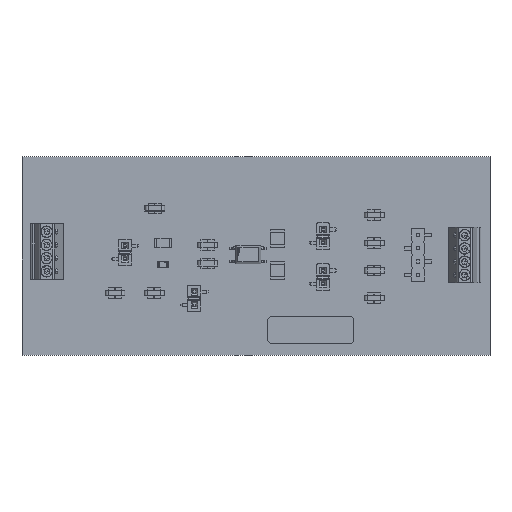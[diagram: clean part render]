
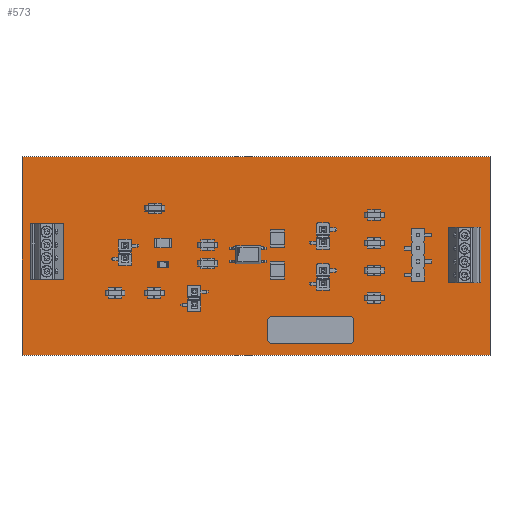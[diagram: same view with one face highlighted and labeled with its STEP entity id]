
A CAD part, top view. The second image highlights one B-rep face of the part: STEP entity #573.
In plain terms, the highlighted planar face has unit normal (0, 0, 1).
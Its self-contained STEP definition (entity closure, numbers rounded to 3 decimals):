
#156 = VERTEX_POINT('',#157);
#157 = CARTESIAN_POINT('',(-0.066,0.,1.595));
#163 = EDGE_CURVE('',#156,#164,#166,.T.);
#164 = VERTEX_POINT('',#165);
#165 = CARTESIAN_POINT('',(89.8,0.,1.595));
#166 = LINE('',#167,#168);
#167 = CARTESIAN_POINT('',(-0.066,0.,1.595));
#168 = VECTOR('',#169,1.);
#169 = DIRECTION('',(1.,0.,0.));
#194 = EDGE_CURVE('',#164,#195,#197,.T.);
#195 = VERTEX_POINT('',#196);
#196 = CARTESIAN_POINT('',(89.8,38.1,1.595));
#197 = LINE('',#198,#199);
#198 = CARTESIAN_POINT('',(89.8,0.,1.595));
#199 = VECTOR('',#200,1.);
#200 = DIRECTION('',(0.,1.,0.));
#225 = EDGE_CURVE('',#195,#226,#228,.T.);
#226 = VERTEX_POINT('',#227);
#227 = CARTESIAN_POINT('',(-0.066,38.1,1.595));
#228 = LINE('',#229,#230);
#229 = CARTESIAN_POINT('',(89.8,38.1,1.595));
#230 = VECTOR('',#231,1.);
#231 = DIRECTION('',(-1.,0.,0.));
#256 = EDGE_CURVE('',#226,#156,#257,.T.);
#257 = LINE('',#258,#259);
#258 = CARTESIAN_POINT('',(-0.066,38.1,1.595));
#259 = VECTOR('',#260,1.);
#260 = DIRECTION('',(0.,-1.,0.));
#280 = VERTEX_POINT('',#281);
#281 = CARTESIAN_POINT('',(5.26,18.624,1.595));
#287 = EDGE_CURVE('',#280,#280,#288,.T.);
#288 = CIRCLE('',#289,0.55);
#289 = AXIS2_PLACEMENT_3D('',#290,#291,#292);
#290 = CARTESIAN_POINT('',(4.71,18.624,1.595));
#291 = DIRECTION('',(0.,0.,1.));
#292 = DIRECTION('',(1.,0.,-0.));
#313 = VERTEX_POINT('',#314);
#314 = CARTESIAN_POINT('',(5.26,16.084,1.595));
#320 = EDGE_CURVE('',#313,#313,#321,.T.);
#321 = CIRCLE('',#322,0.55);
#322 = AXIS2_PLACEMENT_3D('',#323,#324,#325);
#323 = CARTESIAN_POINT('',(4.71,16.084,1.595));
#324 = DIRECTION('',(0.,0.,1.));
#325 = DIRECTION('',(1.,0.,-0.));
#346 = VERTEX_POINT('',#347);
#347 = CARTESIAN_POINT('',(5.26,23.704,1.595));
#353 = EDGE_CURVE('',#346,#346,#354,.T.);
#354 = CIRCLE('',#355,0.55);
#355 = AXIS2_PLACEMENT_3D('',#356,#357,#358);
#356 = CARTESIAN_POINT('',(4.71,23.704,1.595));
#357 = DIRECTION('',(0.,0.,1.));
#358 = DIRECTION('',(1.,0.,-0.));
#379 = VERTEX_POINT('',#380);
#380 = CARTESIAN_POINT('',(5.26,21.164,1.595));
#386 = EDGE_CURVE('',#379,#379,#387,.T.);
#387 = CIRCLE('',#388,0.55);
#388 = AXIS2_PLACEMENT_3D('',#389,#390,#391);
#389 = CARTESIAN_POINT('',(4.71,21.164,1.595));
#390 = DIRECTION('',(0.,0.,1.));
#391 = DIRECTION('',(1.,0.,-0.));
#412 = VERTEX_POINT('',#413);
#413 = CARTESIAN_POINT('',(85.46,17.943,1.595));
#419 = EDGE_CURVE('',#412,#412,#420,.T.);
#420 = CIRCLE('',#421,0.55);
#421 = AXIS2_PLACEMENT_3D('',#422,#423,#424);
#422 = CARTESIAN_POINT('',(84.91,17.943,1.595));
#423 = DIRECTION('',(0.,0.,1.));
#424 = DIRECTION('',(1.,0.,-0.));
#445 = VERTEX_POINT('',#446);
#446 = CARTESIAN_POINT('',(85.46,15.403,1.595));
#452 = EDGE_CURVE('',#445,#445,#453,.T.);
#453 = CIRCLE('',#454,0.55);
#454 = AXIS2_PLACEMENT_3D('',#455,#456,#457);
#455 = CARTESIAN_POINT('',(84.91,15.403,1.595));
#456 = DIRECTION('',(0.,0.,1.));
#457 = DIRECTION('',(1.,0.,-0.));
#478 = VERTEX_POINT('',#479);
#479 = CARTESIAN_POINT('',(85.46,23.023,1.595));
#485 = EDGE_CURVE('',#478,#478,#486,.T.);
#486 = CIRCLE('',#487,0.55);
#487 = AXIS2_PLACEMENT_3D('',#488,#489,#490);
#488 = CARTESIAN_POINT('',(84.91,23.023,1.595));
#489 = DIRECTION('',(0.,0.,1.));
#490 = DIRECTION('',(1.,0.,-0.));
#511 = VERTEX_POINT('',#512);
#512 = CARTESIAN_POINT('',(85.46,20.483,1.595));
#518 = EDGE_CURVE('',#511,#511,#519,.T.);
#519 = CIRCLE('',#520,0.55);
#520 = AXIS2_PLACEMENT_3D('',#521,#522,#523);
#521 = CARTESIAN_POINT('',(84.91,20.483,1.595));
#522 = DIRECTION('',(0.,0.,1.));
#523 = DIRECTION('',(1.,0.,-0.));
#573 = ADVANCED_FACE('',(#574,#580,#583,#586,#589,#592,#595,#598,#601),
  #604,.T.);
#574 = FACE_BOUND('',#575,.T.);
#575 = EDGE_LOOP('',(#576,#577,#578,#579));
#576 = ORIENTED_EDGE('',*,*,#163,.T.);
#577 = ORIENTED_EDGE('',*,*,#194,.T.);
#578 = ORIENTED_EDGE('',*,*,#225,.T.);
#579 = ORIENTED_EDGE('',*,*,#256,.T.);
#580 = FACE_BOUND('',#581,.T.);
#581 = EDGE_LOOP('',(#582));
#582 = ORIENTED_EDGE('',*,*,#287,.F.);
#583 = FACE_BOUND('',#584,.T.);
#584 = EDGE_LOOP('',(#585));
#585 = ORIENTED_EDGE('',*,*,#320,.F.);
#586 = FACE_BOUND('',#587,.T.);
#587 = EDGE_LOOP('',(#588));
#588 = ORIENTED_EDGE('',*,*,#353,.F.);
#589 = FACE_BOUND('',#590,.T.);
#590 = EDGE_LOOP('',(#591));
#591 = ORIENTED_EDGE('',*,*,#386,.F.);
#592 = FACE_BOUND('',#593,.T.);
#593 = EDGE_LOOP('',(#594));
#594 = ORIENTED_EDGE('',*,*,#419,.F.);
#595 = FACE_BOUND('',#596,.T.);
#596 = EDGE_LOOP('',(#597));
#597 = ORIENTED_EDGE('',*,*,#452,.F.);
#598 = FACE_BOUND('',#599,.T.);
#599 = EDGE_LOOP('',(#600));
#600 = ORIENTED_EDGE('',*,*,#485,.F.);
#601 = FACE_BOUND('',#602,.T.);
#602 = EDGE_LOOP('',(#603));
#603 = ORIENTED_EDGE('',*,*,#518,.F.);
#604 = PLANE('',#605);
#605 = AXIS2_PLACEMENT_3D('',#606,#607,#608);
#606 = CARTESIAN_POINT('',(44.867,19.05,1.595));
#607 = DIRECTION('',(0.,0.,1.));
#608 = DIRECTION('',(1.,0.,-0.));
